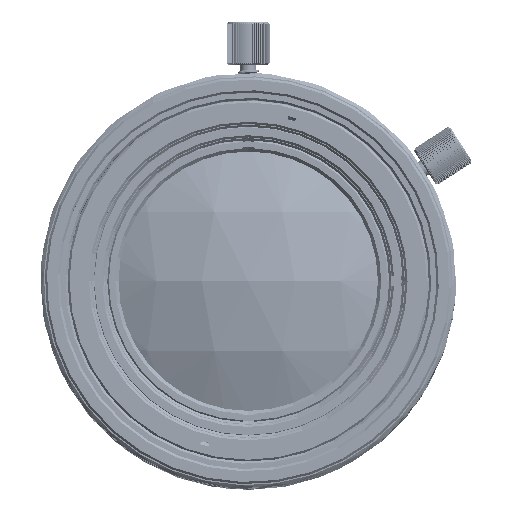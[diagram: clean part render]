
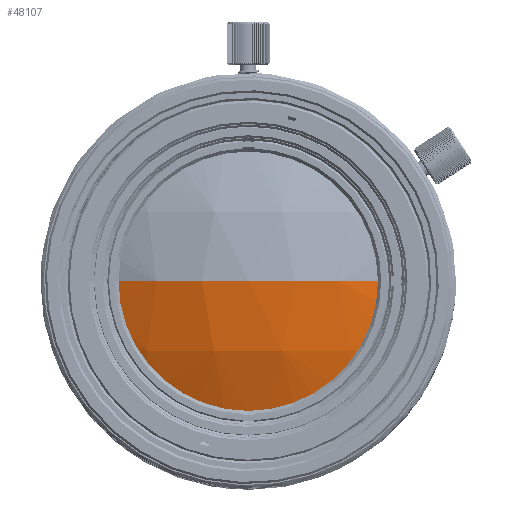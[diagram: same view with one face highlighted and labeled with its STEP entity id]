
A CAD part, top view. The second image highlights one B-rep face of the part: STEP entity #48107.
In plain terms, the highlighted spherical face has radius 29.836 mm.
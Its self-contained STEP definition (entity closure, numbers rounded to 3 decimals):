
#2712 = CIRCLE ( 'NONE', #23103, 29.836 ) ;
#6374 = EDGE_CURVE ( 'NONE', #84211, #95783, #77219, .T. ) ;
#8198 = CARTESIAN_POINT ( 'NONE',  ( 0., 0., 199.952 ) ) ;
#11150 = CIRCLE ( 'NONE', #41343, 12.6 ) ;
#11501 = DIRECTION ( 'NONE',  ( -1., 0., 0. ) ) ;
#11819 = CARTESIAN_POINT ( 'NONE',  ( 0., 12.6, 226.997 ) ) ;
#16001 = DIRECTION ( 'NONE',  ( 1., 0., 0. ) ) ;
#17092 = EDGE_LOOP ( 'NONE', ( #80681, #22883, #17275, #45862 ) ) ;
#17275 = ORIENTED_EDGE ( 'NONE', *, *, #81964, .F. ) ;
#21938 = CARTESIAN_POINT ( 'NONE',  ( 0., 0., 199.952 ) ) ;
#22883 = ORIENTED_EDGE ( 'NONE', *, *, #56655, .T. ) ;
#23103 = AXIS2_PLACEMENT_3D ( 'NONE', #21938, #74161, #81289 ) ;
#24435 = FACE_OUTER_BOUND ( 'NONE', #17092, .T. ) ;
#33372 = AXIS2_PLACEMENT_3D ( 'NONE', #8198, #16001, #75056 ) ;
#34508 = EDGE_CURVE ( 'NONE', #71628, #84211, #61715, .T. ) ;
#41343 = AXIS2_PLACEMENT_3D ( 'NONE', #48662, #56177, #11501 ) ;
#45862 = ORIENTED_EDGE ( 'NONE', *, *, #6374, .F. ) ;
#48107 = ADVANCED_FACE ( 'NONE', ( #24435 ), #89776, .T. ) ;
#48662 = CARTESIAN_POINT ( 'NONE',  ( 0., 0., 226.997 ) ) ;
#50258 = DIRECTION ( 'NONE',  ( 1., 0., 0. ) ) ;
#52072 = AXIS2_PLACEMENT_3D ( 'NONE', #87453, #50258, #64015 ) ;
#53160 = VERTEX_POINT ( 'NONE', #11819 ) ;
#56177 = DIRECTION ( 'NONE',  ( 0., 0., -1. ) ) ;
#56236 = CARTESIAN_POINT ( 'NONE',  ( 0., 0., 229.788 ) ) ;
#56332 = AXIS2_PLACEMENT_3D ( 'NONE', #87472, #73147, #72163 ) ;
#56655 = EDGE_CURVE ( 'NONE', #71628, #53160, #2712, .T. ) ;
#61715 = CIRCLE ( 'NONE', #52072, 29.836 ) ;
#64015 = DIRECTION ( 'NONE',  ( 0., 1., 0. ) ) ;
#71628 = VERTEX_POINT ( 'NONE', #56236 ) ;
#72163 = DIRECTION ( 'NONE',  ( -1., 0., 0. ) ) ;
#73147 = DIRECTION ( 'NONE',  ( 0., 0., -1. ) ) ;
#74161 = DIRECTION ( 'NONE',  ( -1., 0., 0. ) ) ;
#75056 = DIRECTION ( 'NONE',  ( 0., 1., 0. ) ) ;
#77219 = CIRCLE ( 'NONE', #56332, 12.6 ) ;
#80681 = ORIENTED_EDGE ( 'NONE', *, *, #34508, .F. ) ;
#81289 = DIRECTION ( 'NONE',  ( 0., 0., 1. ) ) ;
#81964 = EDGE_CURVE ( 'NONE', #95783, #53160, #11150, .T. ) ;
#84211 = VERTEX_POINT ( 'NONE', #88334 ) ;
#87453 = CARTESIAN_POINT ( 'NONE',  ( 0., 0., 199.952 ) ) ;
#87472 = CARTESIAN_POINT ( 'NONE',  ( 0., 0., 226.997 ) ) ;
#88334 = CARTESIAN_POINT ( 'NONE',  ( 0., -12.6, 226.997 ) ) ;
#89776 = SPHERICAL_SURFACE ( 'NONE', #33372, 29.836 ) ;
#90318 = CARTESIAN_POINT ( 'NONE',  ( -12.6, 0., 226.997 ) ) ;
#95783 = VERTEX_POINT ( 'NONE', #90318 ) ;
